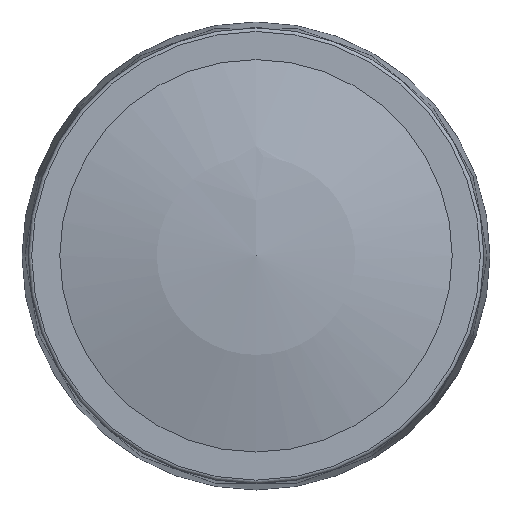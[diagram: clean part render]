
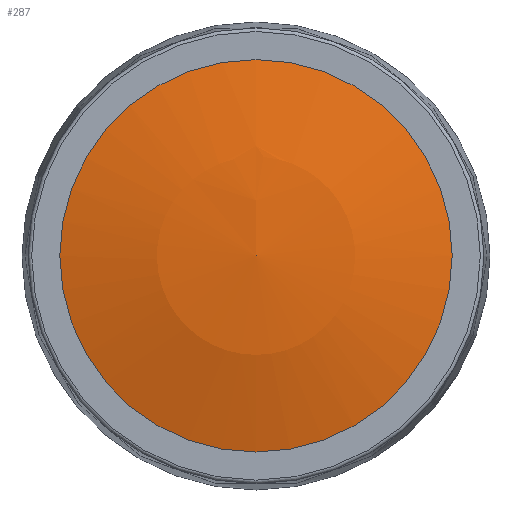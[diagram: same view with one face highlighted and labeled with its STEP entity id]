
A CAD part, top view. The second image highlights one B-rep face of the part: STEP entity #287.
In plain terms, the highlighted spherical face has radius 39.101 mm.
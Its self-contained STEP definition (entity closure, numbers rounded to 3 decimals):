
#287 = ADVANCED_FACE( '', ( #624 ), #625, .T. );
#624 = FACE_OUTER_BOUND( '', #979, .T. );
#625 = SPHERICAL_SURFACE( '', #980, 39.101 );
#979 = EDGE_LOOP( '', ( #1657 ) );
#980 = AXIS2_PLACEMENT_3D( '', #1658, #1659, #1660 );
#1657 = ORIENTED_EDGE( '', *, *, #2016, .T. );
#1658 = CARTESIAN_POINT( '', ( 0., 0., -16.601 ) );
#1659 = DIRECTION( '', ( 0., 0., 1. ) );
#1660 = DIRECTION( '', ( 0., 1., 0. ) );
#2016 = EDGE_CURVE( '', #2406, #2406, #2407, .T. );
#2406 = VERTEX_POINT( '', #3133 );
#2407 = CIRCLE( '', #3134, 10.9 );
#3133 = CARTESIAN_POINT( '', ( 10.9, 0., 20.95 ) );
#3134 = AXIS2_PLACEMENT_3D( '', #3418, #3419, #3420 );
#3418 = CARTESIAN_POINT( '', ( 0., 0., 20.95 ) );
#3419 = DIRECTION( '', ( 0., 0., 1. ) );
#3420 = DIRECTION( '', ( 1., 0., 0. ) );
